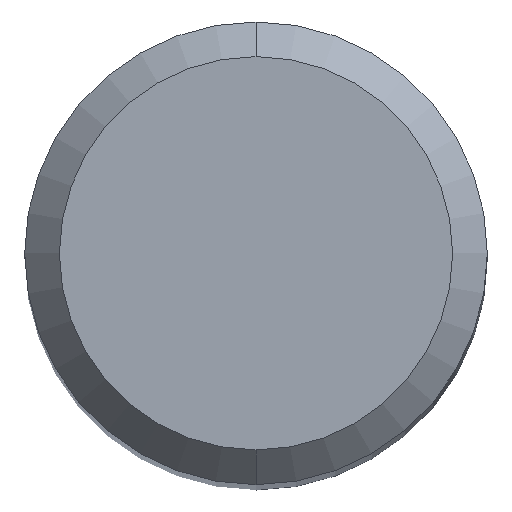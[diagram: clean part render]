
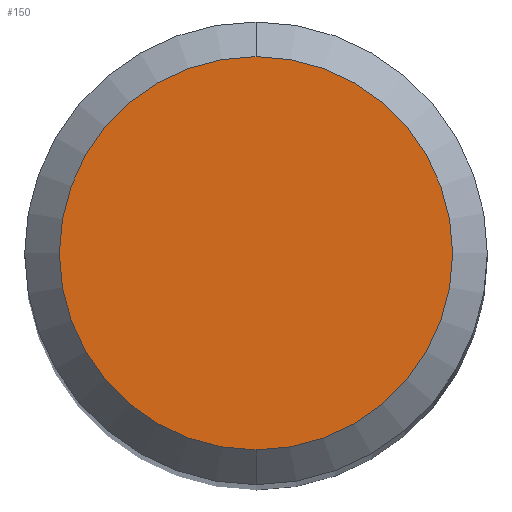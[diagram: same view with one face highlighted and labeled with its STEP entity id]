
A CAD part, top view. The second image highlights one B-rep face of the part: STEP entity #150.
In plain terms, the highlighted planar face has unit normal (0, 0, 1).
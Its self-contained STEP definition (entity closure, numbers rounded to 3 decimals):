
#122=EDGE_CURVE('',#146,#222,#290,.T.);
#146=VERTEX_POINT('',#316);
#150=ADVANCED_FACE('',(#320),#321,.T.);
#222=VERTEX_POINT('',#403);
#248=EDGE_CURVE('',#222,#146,#431,.T.);
#290=CIRCLE('',#470,1.7);
#316=CARTESIAN_POINT('',(0.0,1.7,0.0));
#320=FACE_OUTER_BOUND('',#509,.T.);
#321=PLANE('',#510);
#403=CARTESIAN_POINT('',(0.,-1.7,0.0));
#431=CIRCLE('',#648,1.7);
#470=AXIS2_PLACEMENT_3D('',#683,#684,#685);
#509=EDGE_LOOP('',(#714,#715));
#510=AXIS2_PLACEMENT_3D('',#716,#717,#718);
#648=AXIS2_PLACEMENT_3D('',#861,#862,#863);
#683=CARTESIAN_POINT('',(0.0,0.0,0.0));
#684=DIRECTION('',(0.0,0.0,-1.0));
#685=DIRECTION('',(0.0,1.0,0.0));
#714=ORIENTED_EDGE('',*,*,#122,.F.);
#715=ORIENTED_EDGE('',*,*,#248,.F.);
#716=CARTESIAN_POINT('',(0.0,0.85,0.0));
#717=DIRECTION('',(-0.0,0.0,1.0));
#718=DIRECTION('',(0.0,-1.0,0.0));
#861=CARTESIAN_POINT('',(0.0,0.0,0.0));
#862=DIRECTION('',(0.0,0.0,-1.0));
#863=DIRECTION('',(0.0,1.0,0.0));
